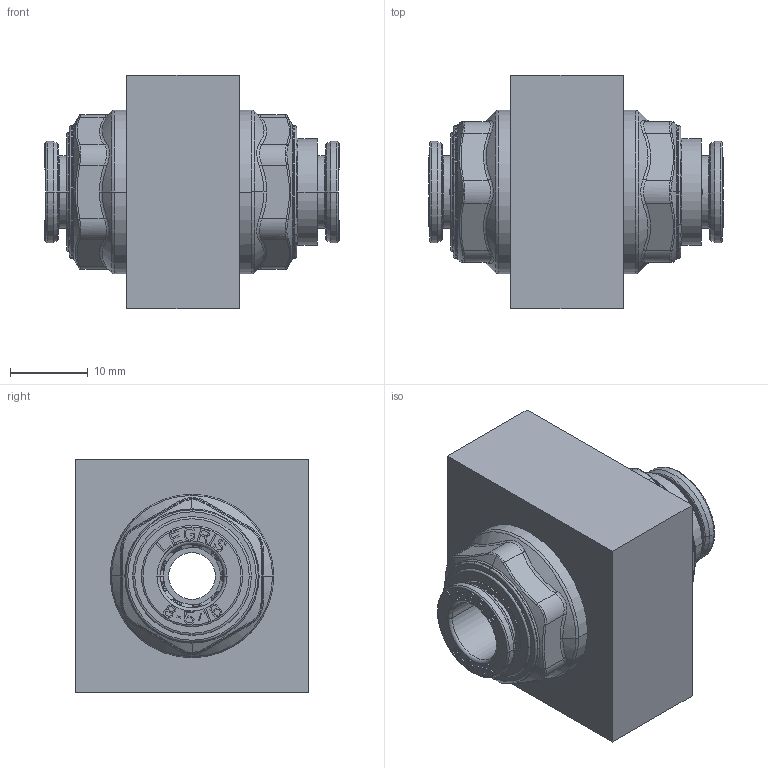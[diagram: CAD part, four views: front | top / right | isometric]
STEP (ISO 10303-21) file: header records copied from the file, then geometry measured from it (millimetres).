
FILE_DESCRIPTION(('STEP AP214'),'1');
FILE_NAME('6816_08_00.stp','2016-07-07T14:44:18',('TraceParts'),('TraceParts S.A.'),'Spatial InterOp 3D',' ',' ');
FILE_SCHEMA(('automotive_design'));
Length unit declared in the file: millimetre
Products named in the file (16): 6816 08 00|44108-19_ASM_1449#44108-19_ASM|44108-30_1445#44108-30;Solide1; 6816 08 00|44108-19_ASM_1449#44108-19_ASM|44108-32_1446#44108-32;Solide1; 6816 08 00|44108-19_ASM_1449#44108-19_ASM|44108_1447#44108;Solide1; 6816 08 00|44108-19_ASM_1449#44108-19_ASM|44108-40_1448#44108-40;Solide1; 6816 08 00|44108-19_ASM_1450#44108-19_ASM|44108-30_1445#44108-30;Solide1; 6816 08 00|44108-19_ASM_1450#44108-19_ASM|44108-32_1446#44108-32;Solide1; 6816 08 00|44108-19_ASM_1450#44108-19_ASM|44108_1447#44108;Solide1; 6816 08 00|44108-19_ASM_1450#44108-19_ASM|44108-40_1448#44108-40;Solide1; 6816 08 00|44518-26_ASM_1455#44518-26_ASM|44518-19_1453#44518-19;Solide1; 6816 08 00|44518-26_ASM_1455#44518-26_ASM|23544_ASM_D15_D18-9_LG1-78_1454#23544_ASM_D15_D18-9_LG1-78;Solide1; 6816 08 00|44518-26_ASM_1457#44518-26_ASM|44518-19_1453#44518-19;Solide1; 6816 08 00|44518-26_ASM_1457#44518-26_ASM|23544_ASM_D15_D18-9_LG1-78_1454#23544_ASM_D15_D18-9_LG1-78;Solide1; 6816 08 00|44518-18_1444#44518-18;Solide1; 6816 08 00|44108-11-10-ASM_1451#44108-11-10-ASM;Solide1; 6816 08 00|44108-11-10-ASM_1452#44108-11-10-ASM;Solide1; 6816 08 00|N116-08-00-CLOISON_1456#N116-08-00-CLOISON;Solide1
Bounding box: 37.9 x 30 x 30 mm (x, y, z)
Volume: 16091.9 mm3; surface area: 13137.1 mm2
Topology: 16 solids, 16 shells, 1476 faces, 3848 edges, 2466 vertices
Faces by surface type: plane 842, cylinder 176, bspline 172, cone 170, torus 112, sphere 4
Entity records: 68227 total; most frequent: CARTESIAN_POINT 20344, ORIENTED_EDGE 7688, DIRECTION 7024, EDGE_CURVE 3844, LINE 2576, VECTOR 2576, VERTEX_POINT 2466, AXIS2_PLACEMENT_3D 2224
